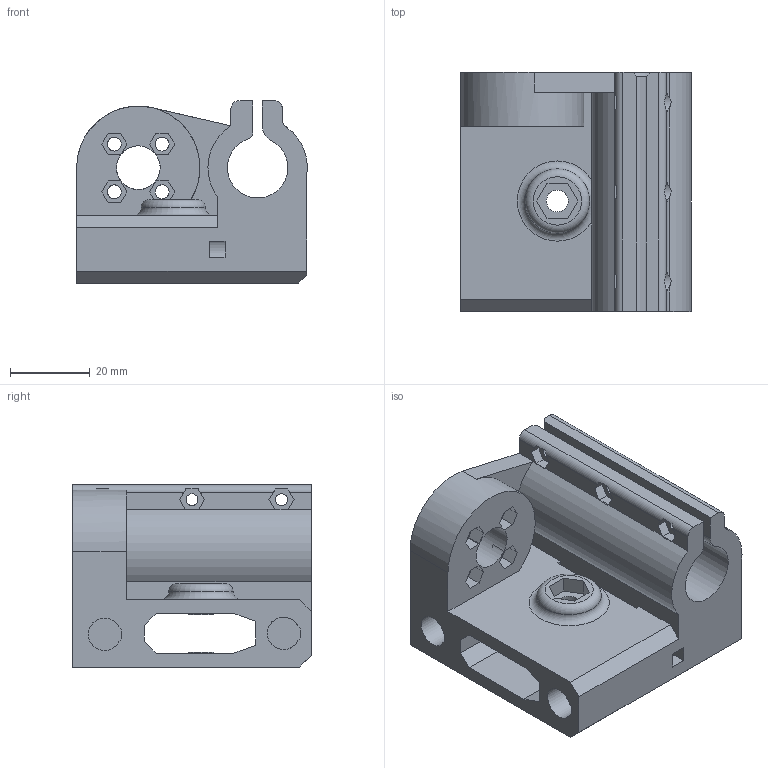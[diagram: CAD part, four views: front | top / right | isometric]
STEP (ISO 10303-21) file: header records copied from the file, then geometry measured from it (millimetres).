
FILE_DESCRIPTION(/* description */ (''),/* implementation_level */ '2;1');
FILE_NAME(/* name */ 'x_end_idler.stp',/* time_stamp */ '2020-04-23T12:31:02+03:00',/* author */ ('alex_'),/* organization */ (''),/* preprocessor_version */ 'ST-DEVELOPER v17.2',/* originating_system */ 'Autodesk Inventor 2019',/* authorisation */ '');
FILE_SCHEMA (('CONFIG_CONTROL_DESIGN'));
Length unit declared in the file: millimetre
Products named in the file (1): x_end_idler
Bounding box: 58 x 60 x 45.81 mm (x, y, z)
Volume: 70386.7 mm3; surface area: 27579.8 mm2
Topology: 1 solids, 1 shells, 159 faces, 461 edges, 308 vertices
Faces by surface type: plane 121, cylinder 32, cone 4, torus 2
Full cylindrical faces by diameter (mm): 3 x6, 3.5 x4, 5.5 x2, 6 x3, 6.4 x2, 11 x1
Entity records: 5436 total; most frequent: CARTESIAN_POINT 1055, ORIENTED_EDGE 922, DIRECTION 866, EDGE_CURVE 461, LINE 346, VECTOR 346, VERTEX_POINT 308, AXIS2_PLACEMENT_3D 260
